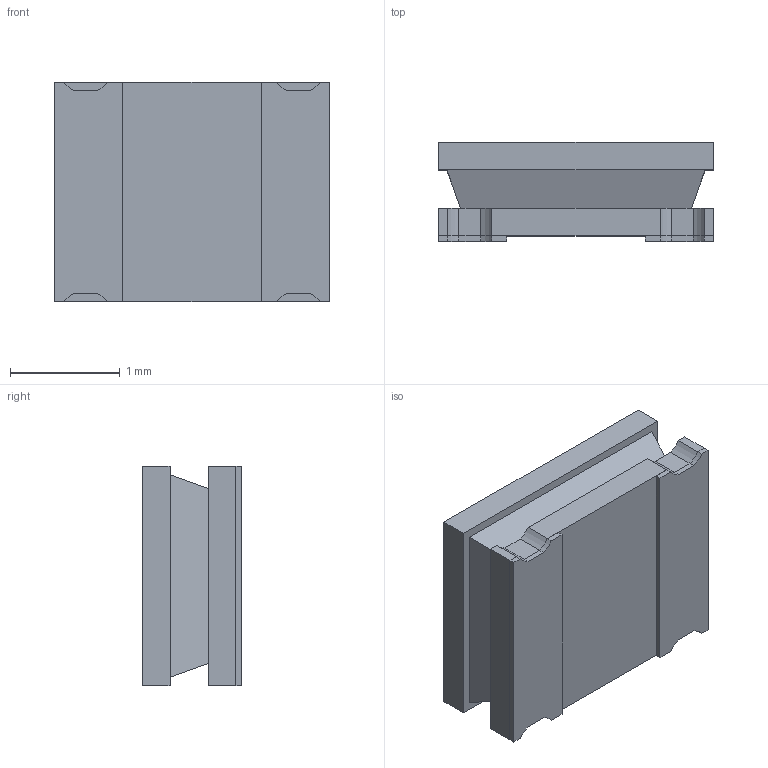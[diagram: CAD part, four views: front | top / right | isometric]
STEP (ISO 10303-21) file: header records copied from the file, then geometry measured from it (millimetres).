
FILE_DESCRIPTION (( 'STEP AP214' ), '1' );
FILE_NAME ('LQH2HPN100MGRL.STEP', '2022-07-09T05:22:37', ( '' ), ( '' ), 'SwSTEP 2.0', 'SolidWorks 2018', '' );
FILE_SCHEMA (( 'AUTOMOTIVE_DESIGN' ));
Length unit declared in the file: millimetre
Products named in the file (1): LQH2HPN100MGRL
Bounding box: 2.5 x 0.9 x 2 mm (x, y, z)
Volume: 3.9 mm3; surface area: 24.9 mm2
Topology: 3 solids, 3 shells, 60 faces, 156 edges, 104 vertices
Faces by surface type: plane 44, cylinder 16
Entity records: 2236 total; most frequent: CARTESIAN_POINT 321, ORIENTED_EDGE 312, DIRECTION 310, EDGE_CURVE 156, VECTOR 124, LINE 124, VERTEX_POINT 104, AXIS2_PLACEMENT_3D 93
